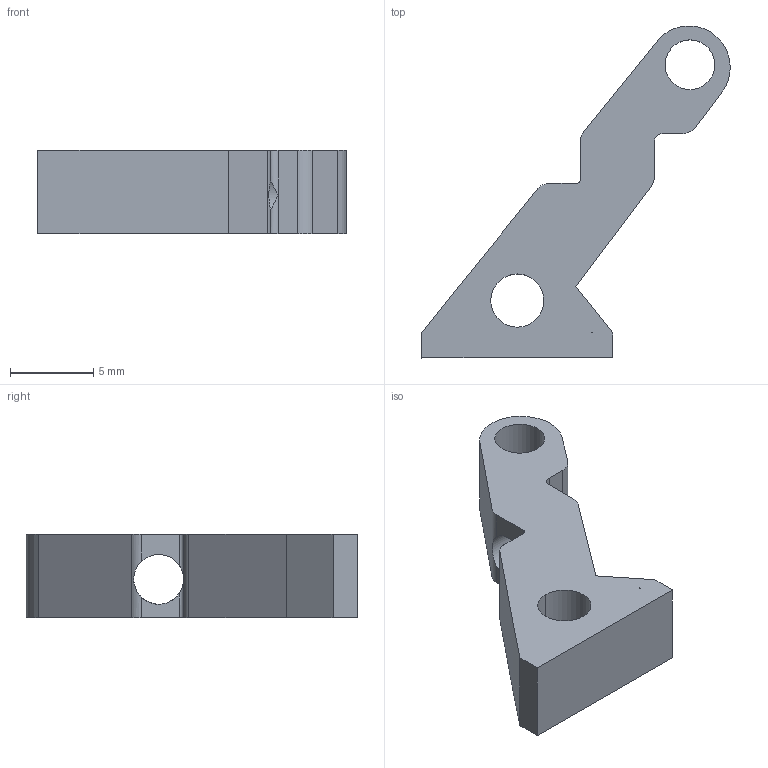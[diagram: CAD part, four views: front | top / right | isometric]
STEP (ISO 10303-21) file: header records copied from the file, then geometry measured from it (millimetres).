
FILE_DESCRIPTION(/* description */ ('STEP AP242','CAx-IF Rec.Pracs.---Representation and Presentation of Product Manufacturing Information (PMI)---4.0---2014-10-13','CAx-IF Rec.Pracs.---3D Tessellated Geometry---0.4---2014-09-14','2;1'),/* implementation_level */ '2;1');
FILE_NAME(/* name */ 'Assembly 3 - Part 10',/* time_stamp */ '2024-08-31T21:15:56Z',/* author */ (''),/* organization */ (''),/* preprocessor_version */ 'ST-DEVELOPER v20',/* originating_system */ ' ',/* authorisation */ ' ');
FILE_SCHEMA (('AP242_MANAGED_MODEL_BASED_3D_ENGINEERING_MIM_LF { 1 0 10303 442 1 1 4 }'));
Length unit declared in the file: millimetre
Products named in the file (1): Part 10
Bounding box: 18.57 x 19.98 x 5 mm (x, y, z)
Volume: 565.6 mm3; surface area: 692 mm2
Topology: 1 solids, 1 shells, 32 faces, 93 edges, 61 vertices
Faces by surface type: plane 17, cylinder 15
Full cylindrical faces by diameter (mm): 3 x2
Entity records: 1090 total; most frequent: CARTESIAN_POINT 205, ORIENTED_EDGE 180, DIRECTION 178, EDGE_CURVE 90, AXIS2_PLACEMENT_3D 61, VERTEX_POINT 60, LINE 56, VECTOR 56
